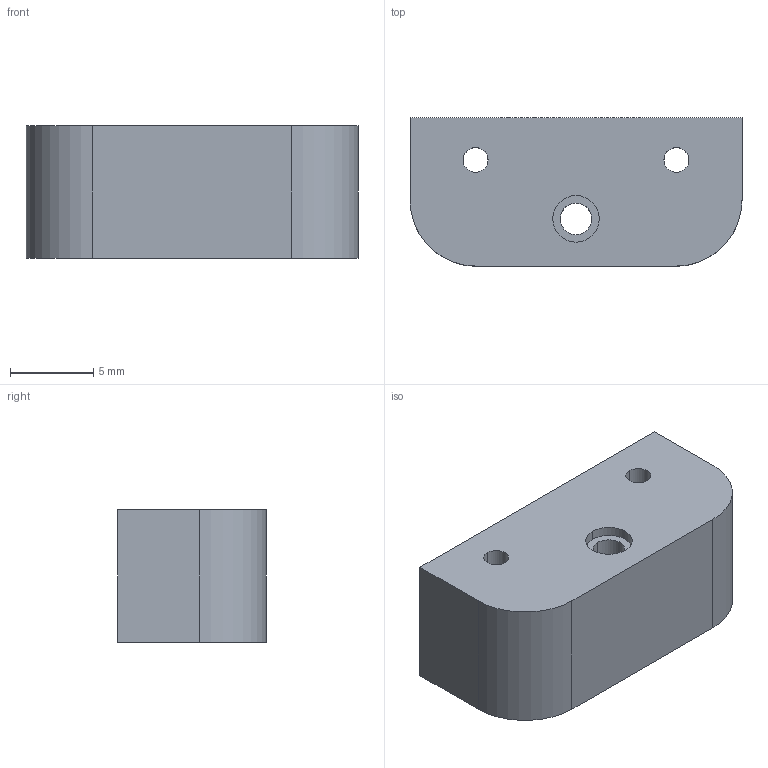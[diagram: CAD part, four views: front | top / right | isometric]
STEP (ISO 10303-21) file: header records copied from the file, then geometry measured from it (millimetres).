
FILE_DESCRIPTION (( 'STEP AP214' ), '1' );
FILE_NAME ('8.舵机固定（下）.STEP', '2025-11-13T16:26:51', ( '' ), ( '' ), 'SwSTEP 2.0', 'SolidWorks 2025', '' );
FILE_SCHEMA (( 'AUTOMOTIVE_DESIGN' ));
Length unit declared in the file: millimetre
Products named in the file (1): 8.舵机固定（下）
Bounding box: 20 x 8.95 x 8 mm (x, y, z)
Volume: 1321.7 mm3; surface area: 894.7 mm2
Topology: 1 solids, 1 shells, 23 faces, 54 edges, 36 vertices
Faces by surface type: cylinder 14, plane 9
Entity records: 711 total; most frequent: DIRECTION 130, CARTESIAN_POINT 114, ORIENTED_EDGE 108, EDGE_CURVE 54, AXIS2_PLACEMENT_3D 52, VERTEX_POINT 36, EDGE_LOOP 32, CIRCLE 28
